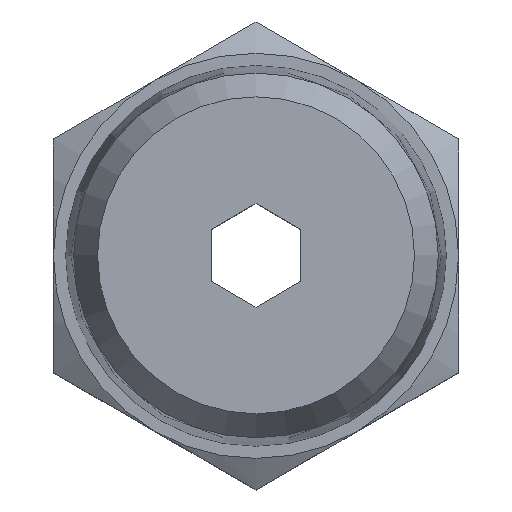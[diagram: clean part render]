
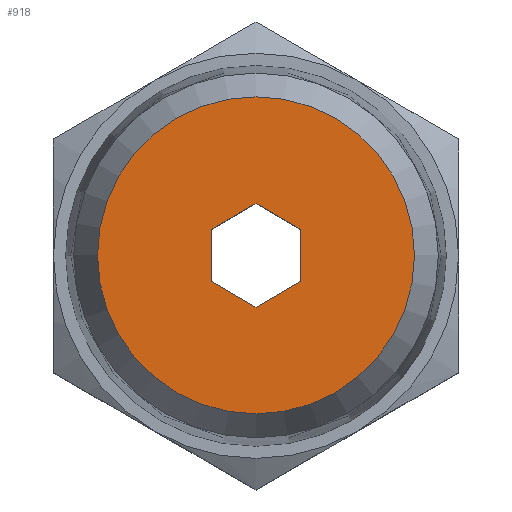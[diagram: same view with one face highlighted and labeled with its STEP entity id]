
A CAD part, top view. The second image highlights one B-rep face of the part: STEP entity #918.
In plain terms, the highlighted planar face has unit normal (0, 0, 1).
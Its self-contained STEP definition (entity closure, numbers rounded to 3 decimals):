
#26=LINE('',#1375,#50);
#27=LINE('',#1378,#51);
#28=LINE('',#1380,#52);
#29=LINE('',#1382,#53);
#30=LINE('',#1384,#54);
#31=LINE('',#1386,#55);
#50=VECTOR('',#1114,1000.);
#51=VECTOR('',#1115,1000.);
#52=VECTOR('',#1116,1000.);
#53=VECTOR('',#1117,1000.);
#54=VECTOR('',#1118,1000.);
#55=VECTOR('',#1119,1000.);
#78=PLANE('',#986);
#114=CIRCLE('',#987,5.591);
#210=ORIENTED_EDGE('',*,*,#330,.F.);
#211=ORIENTED_EDGE('',*,*,#331,.F.);
#212=ORIENTED_EDGE('',*,*,#332,.F.);
#213=ORIENTED_EDGE('',*,*,#333,.F.);
#214=ORIENTED_EDGE('',*,*,#334,.F.);
#215=ORIENTED_EDGE('',*,*,#335,.F.);
#216=ORIENTED_EDGE('',*,*,#336,.T.);
#330=EDGE_CURVE('',#396,#397,#26,.T.);
#331=EDGE_CURVE('',#398,#396,#27,.T.);
#332=EDGE_CURVE('',#399,#398,#28,.T.);
#333=EDGE_CURVE('',#400,#399,#29,.T.);
#334=EDGE_CURVE('',#401,#400,#30,.T.);
#335=EDGE_CURVE('',#397,#401,#31,.T.);
#336=EDGE_CURVE('',#402,#402,#114,.T.);
#396=VERTEX_POINT('',#1376);
#397=VERTEX_POINT('',#1377);
#398=VERTEX_POINT('',#1379);
#399=VERTEX_POINT('',#1381);
#400=VERTEX_POINT('',#1383);
#401=VERTEX_POINT('',#1385);
#402=VERTEX_POINT('',#1388);
#475=EDGE_LOOP('',(#210,#211,#212,#213,#214,#215));
#476=EDGE_LOOP('',(#216));
#539=FACE_BOUND('',#475,.T.);
#540=FACE_BOUND('',#476,.T.);
#918=ADVANCED_FACE('',(#539,#540),#78,.F.);
#986=AXIS2_PLACEMENT_3D('',#1374,#1112,#1113);
#987=AXIS2_PLACEMENT_3D('',#1387,#1120,#1121);
#1112=DIRECTION('',(0.,0.,-1.));
#1113=DIRECTION('',(-1.,0.,0.));
#1114=DIRECTION('',(-0.866,0.5,0.));
#1115=DIRECTION('',(0.,1.,0.));
#1116=DIRECTION('',(0.866,0.5,0.));
#1117=DIRECTION('',(0.866,-0.5,0.));
#1118=DIRECTION('',(0.,-1.,0.));
#1119=DIRECTION('',(-0.866,-0.5,0.));
#1120=DIRECTION('',(0.,0.,1.));
#1121=DIRECTION('',(1.,0.,0.));
#1374=CARTESIAN_POINT('',(5.591,0.,23.1));
#1375=CARTESIAN_POINT('',(1.585,0.915,23.1));
#1376=CARTESIAN_POINT('',(1.585,0.915,23.1));
#1377=CARTESIAN_POINT('',(0.,1.83,23.1));
#1378=CARTESIAN_POINT('',(1.585,-0.915,23.1));
#1379=CARTESIAN_POINT('',(1.585,-0.915,23.1));
#1380=CARTESIAN_POINT('',(0.,-1.83,23.1));
#1381=CARTESIAN_POINT('',(0.,-1.83,23.1));
#1382=CARTESIAN_POINT('',(-1.585,-0.915,23.1));
#1383=CARTESIAN_POINT('',(-1.585,-0.915,23.1));
#1384=CARTESIAN_POINT('',(-1.585,0.915,23.1));
#1385=CARTESIAN_POINT('',(-1.585,0.915,23.1));
#1386=CARTESIAN_POINT('',(0.,1.83,23.1));
#1387=CARTESIAN_POINT('',(0.,0.,23.1));
#1388=CARTESIAN_POINT('',(5.591,0.,23.1));
